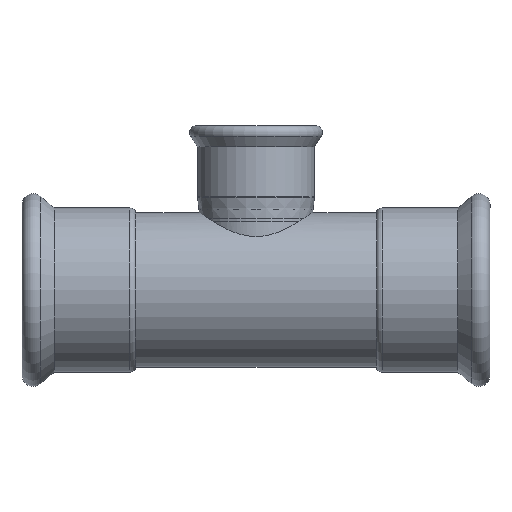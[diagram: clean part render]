
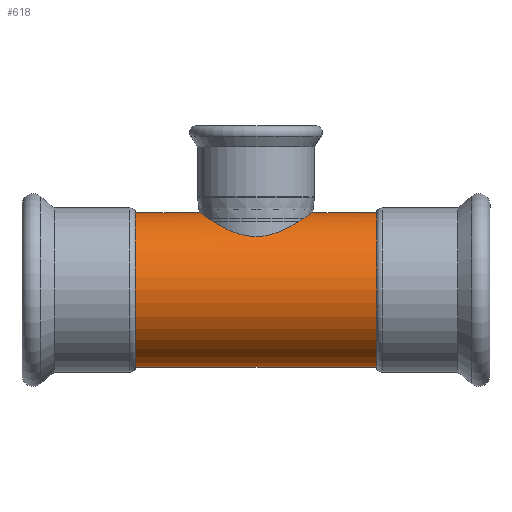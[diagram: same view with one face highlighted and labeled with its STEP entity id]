
A CAD part, front view. The second image highlights one B-rep face of the part: STEP entity #618.
In plain terms, the highlighted cylindrical face has radius 38.05 mm (diameter 76.1 mm), a full revolution.
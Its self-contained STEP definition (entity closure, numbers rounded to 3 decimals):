
#106=FACE_BOUND($,#206,.T.);
#107=FACE_BOUND($,#207,.T.);
#108=FACE_BOUND($,#208,.T.);
#155=B_SPLINE_CURVE_WITH_KNOTS($,3,(#1082,#1083,#1084,#1085,#1086,#1087,
#1088,#1089,#1090,#1091,#1092,#1093,#1094,#1095,#1096,#1097,#1098,#1099,
#1100,#1101,#1102,#1103,#1104,#1105,#1106,#1107,#1108,#1109,#1110,#1111,
#1112,#1113,#1114,#1115,#1116,#1117,#1118,#1119,#1120,#1121,#1122,#1123,
#1124,#1125,#1126,#1127,#1128,#1129,#1130,#1131,#1132,#1133,#1134,#1135,
#1136,#1137,#1138,#1139,#1140,#1141,#1142,#1143,#1144,#1145,#1146,#1147),
 .UNSPECIFIED.,.T.,.F.,(4,2,2,2,2,2,2,2,2,2,2,2,2,2,2,2,2,2,2,2,2,2,2,2,
2,2,2,2,2,2,2,2,4),(0.,0.55,1.099,1.649,
2.199,2.739,3.279,3.82,4.36,
4.9,5.44,5.981,6.521,7.071,
7.62,8.17,8.72,9.269,9.819,
10.369,10.918,11.459,11.999,12.539,
13.079,13.62,14.16,14.7,15.241,
15.79,16.34,16.89,17.439),
 .UNSPECIFIED.);
#206=EDGE_LOOP($,(#472));
#207=EDGE_LOOP($,(#473));
#208=EDGE_LOOP($,(#474));
#300=CIRCLE($,#678,38.05);
#301=CIRCLE($,#679,38.05);
#349=VERTEX_POINT($,#1081);
#350=VERTEX_POINT($,#1148);
#351=VERTEX_POINT($,#1150);
#406=EDGE_CURVE($,#349,#349,#155,.T.);
#407=EDGE_CURVE($,#350,#350,#300,.T.);
#408=EDGE_CURVE($,#351,#351,#301,.T.);
#472=ORIENTED_EDGE($,*,*,#406,.T.);
#473=ORIENTED_EDGE($,*,*,#407,.F.);
#474=ORIENTED_EDGE($,*,*,#408,.T.);
#603=CYLINDRICAL_SURFACE($,#677,38.05);
#618=ADVANCED_FACE($,(#106,#107,#108),#603,.T.);
#677=AXIS2_PLACEMENT_3D($,#1080,#787,#788);
#678=AXIS2_PLACEMENT_3D($,#1149,#789,#790);
#679=AXIS2_PLACEMENT_3D($,#1151,#791,#792);
#787=DIRECTION('center_axis',(1.,0.,0.));
#788=DIRECTION('ref_axis',(0.,1.,0.));
#789=DIRECTION('center_axis',(1.,0.,0.));
#790=DIRECTION('ref_axis',(0.,1.,0.));
#791=DIRECTION('center_axis',(1.,0.,0.));
#792=DIRECTION('ref_axis',(0.,1.,0.));
#1080=CARTESIAN_POINT('Origin',(0.,0.,0.));
#1081=CARTESIAN_POINT('',(0.,27.5,26.297));
#1082=CARTESIAN_POINT('Ctrl Pts',(0.,27.5,26.297));
#1083=CARTESIAN_POINT('Ctrl Pts',(1.832,27.5,26.297));
#1084=CARTESIAN_POINT('Ctrl Pts',(3.68,27.315,26.495));
#1085=CARTESIAN_POINT('Ctrl Pts',(7.287,26.581,27.231));
#1086=CARTESIAN_POINT('Ctrl Pts',(9.048,26.032,27.767));
#1087=CARTESIAN_POINT('Ctrl Pts',(12.391,24.617,29.029));
#1088=CARTESIAN_POINT('Ctrl Pts',(13.977,23.749,29.754));
#1089=CARTESIAN_POINT('Ctrl Pts',(16.907,21.761,31.238));
#1090=CARTESIAN_POINT('Ctrl Pts',(18.251,20.64,31.996));
#1091=CARTESIAN_POINT('Ctrl Pts',(20.619,18.271,33.404));
#1092=CARTESIAN_POINT('Ctrl Pts',(21.736,16.939,34.109));
#1093=CARTESIAN_POINT('Ctrl Pts',(23.731,14.009,35.414));
#1094=CARTESIAN_POINT('Ctrl Pts',(24.608,12.411,36.012));
#1095=CARTESIAN_POINT('Ctrl Pts',(26.037,9.039,37.003));
#1096=CARTESIAN_POINT('Ctrl Pts',(26.588,7.261,37.396));
#1097=CARTESIAN_POINT('Ctrl Pts',(27.32,3.642,37.919));
#1098=CARTESIAN_POINT('Ctrl Pts',(27.5,1.801,38.05));
#1099=CARTESIAN_POINT('Ctrl Pts',(27.5,-1.801,38.05));
#1100=CARTESIAN_POINT('Ctrl Pts',(27.32,-3.642,37.919));
#1101=CARTESIAN_POINT('Ctrl Pts',(26.588,-7.261,37.396));
#1102=CARTESIAN_POINT('Ctrl Pts',(26.037,-9.039,37.003));
#1103=CARTESIAN_POINT('Ctrl Pts',(24.608,-12.411,36.012));
#1104=CARTESIAN_POINT('Ctrl Pts',(23.731,-14.009,35.414));
#1105=CARTESIAN_POINT('Ctrl Pts',(21.736,-16.939,34.109));
#1106=CARTESIAN_POINT('Ctrl Pts',(20.619,-18.271,33.404));
#1107=CARTESIAN_POINT('Ctrl Pts',(18.251,-20.64,31.996));
#1108=CARTESIAN_POINT('Ctrl Pts',(16.907,-21.761,31.238));
#1109=CARTESIAN_POINT('Ctrl Pts',(13.977,-23.749,29.754));
#1110=CARTESIAN_POINT('Ctrl Pts',(12.391,-24.617,29.029));
#1111=CARTESIAN_POINT('Ctrl Pts',(9.048,-26.032,27.767));
#1112=CARTESIAN_POINT('Ctrl Pts',(7.287,-26.581,27.231));
#1113=CARTESIAN_POINT('Ctrl Pts',(3.68,-27.315,26.495));
#1114=CARTESIAN_POINT('Ctrl Pts',(1.832,-27.5,26.297));
#1115=CARTESIAN_POINT('Ctrl Pts',(-1.832,-27.5,26.297));
#1116=CARTESIAN_POINT('Ctrl Pts',(-3.68,-27.315,26.495));
#1117=CARTESIAN_POINT('Ctrl Pts',(-7.287,-26.581,27.231));
#1118=CARTESIAN_POINT('Ctrl Pts',(-9.048,-26.032,27.767));
#1119=CARTESIAN_POINT('Ctrl Pts',(-12.391,-24.617,29.029));
#1120=CARTESIAN_POINT('Ctrl Pts',(-13.977,-23.749,29.754));
#1121=CARTESIAN_POINT('Ctrl Pts',(-16.907,-21.761,31.238));
#1122=CARTESIAN_POINT('Ctrl Pts',(-18.251,-20.64,31.996));
#1123=CARTESIAN_POINT('Ctrl Pts',(-20.619,-18.271,33.404));
#1124=CARTESIAN_POINT('Ctrl Pts',(-21.736,-16.939,34.109));
#1125=CARTESIAN_POINT('Ctrl Pts',(-23.731,-14.009,35.414));
#1126=CARTESIAN_POINT('Ctrl Pts',(-24.608,-12.411,36.012));
#1127=CARTESIAN_POINT('Ctrl Pts',(-26.037,-9.039,37.003));
#1128=CARTESIAN_POINT('Ctrl Pts',(-26.588,-7.261,37.396));
#1129=CARTESIAN_POINT('Ctrl Pts',(-27.32,-3.642,37.919));
#1130=CARTESIAN_POINT('Ctrl Pts',(-27.5,-1.801,38.05));
#1131=CARTESIAN_POINT('Ctrl Pts',(-27.5,1.801,38.05));
#1132=CARTESIAN_POINT('Ctrl Pts',(-27.32,3.642,37.919));
#1133=CARTESIAN_POINT('Ctrl Pts',(-26.588,7.261,37.396));
#1134=CARTESIAN_POINT('Ctrl Pts',(-26.037,9.039,37.003));
#1135=CARTESIAN_POINT('Ctrl Pts',(-24.608,12.411,36.012));
#1136=CARTESIAN_POINT('Ctrl Pts',(-23.731,14.009,35.414));
#1137=CARTESIAN_POINT('Ctrl Pts',(-21.736,16.939,34.109));
#1138=CARTESIAN_POINT('Ctrl Pts',(-20.619,18.271,33.404));
#1139=CARTESIAN_POINT('Ctrl Pts',(-18.251,20.64,31.996));
#1140=CARTESIAN_POINT('Ctrl Pts',(-16.907,21.761,31.238));
#1141=CARTESIAN_POINT('Ctrl Pts',(-13.977,23.749,29.754));
#1142=CARTESIAN_POINT('Ctrl Pts',(-12.391,24.617,29.029));
#1143=CARTESIAN_POINT('Ctrl Pts',(-9.048,26.032,27.767));
#1144=CARTESIAN_POINT('Ctrl Pts',(-7.287,26.581,27.231));
#1145=CARTESIAN_POINT('Ctrl Pts',(-3.68,27.315,26.495));
#1146=CARTESIAN_POINT('Ctrl Pts',(-1.832,27.5,26.297));
#1147=CARTESIAN_POINT('Ctrl Pts',(0.,27.5,26.297));
#1148=CARTESIAN_POINT('',(62.,38.05,0.));
#1149=CARTESIAN_POINT('Origin',(62.,0.,0.));
#1150=CARTESIAN_POINT('',(-62.,38.05,0.));
#1151=CARTESIAN_POINT('Origin',(-62.,0.,0.));
